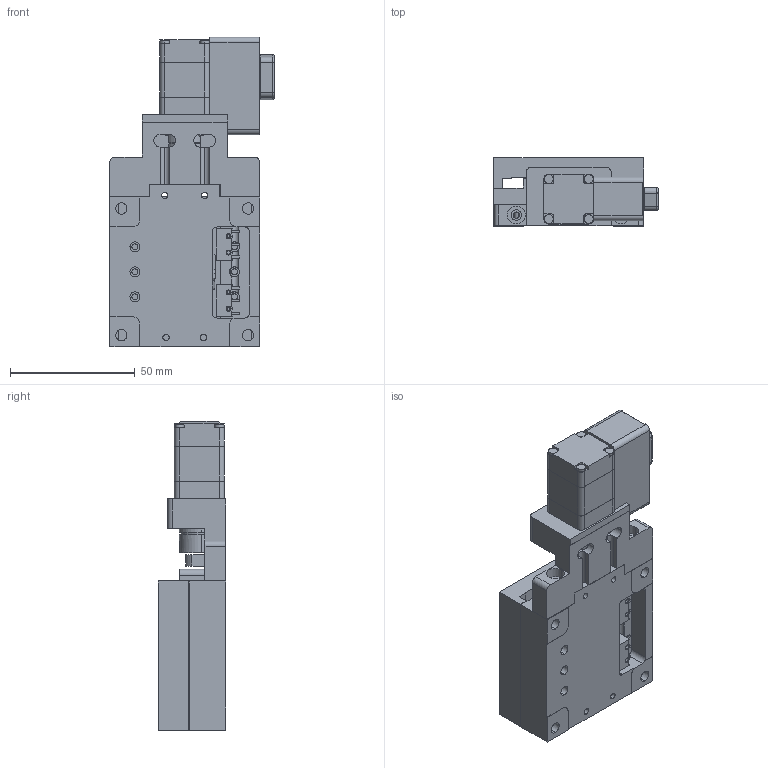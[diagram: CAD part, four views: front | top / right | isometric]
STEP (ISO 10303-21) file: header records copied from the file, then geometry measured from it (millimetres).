
FILE_DESCRIPTION (( 'STEP AP203' ), '1' );
FILE_NAME ('08MLS-025.STEP', '2020-03-02T01:53:46', ( '' ), ( '' ), 'SwSTEP 2.0', 'SolidWorks 2016', '' );
FILE_SCHEMA (( 'CONFIG_CONTROL_DESIGN' ));
Length unit declared in the file: millimetre
Products named in the file (1): 08MLS-025
Bounding box: 65.83 x 27.2 x 124 mm (x, y, z)
Surface area: 43585.6 mm2 (no closed solid volume)
Topology: 0 solids, 30 shells, 529 faces, 1995 edges, 1475 vertices
Faces by surface type: cylinder 278, plane 232, torus 16, cone 3
Entity records: 22963 total; most frequent: CARTESIAN_POINT 5696, DIRECTION 3674, ORIENTED_EDGE 3181, EDGE_CURVE 1995, VERTEX_POINT 1475, AXIS2_PLACEMENT_3D 1299, VECTOR 1076, LINE 1076
